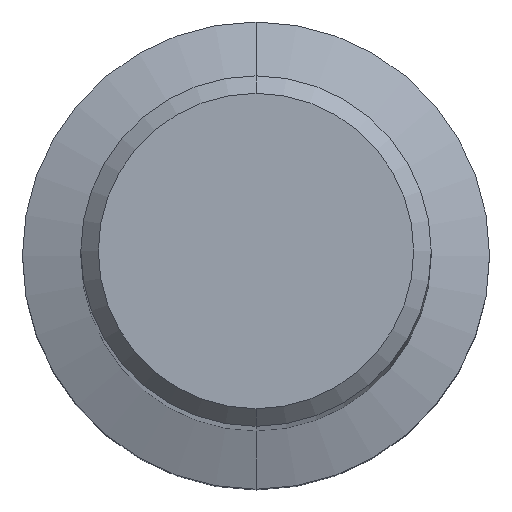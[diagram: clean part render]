
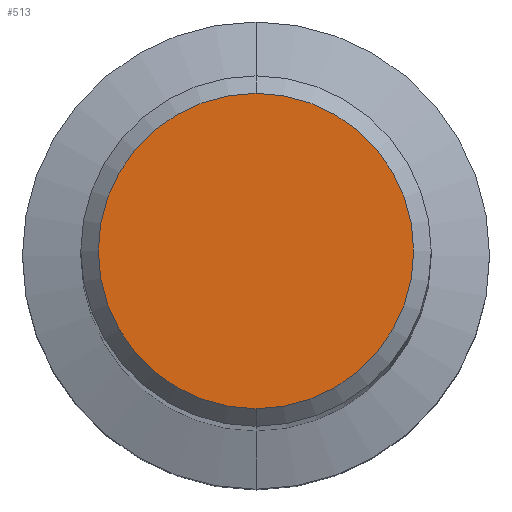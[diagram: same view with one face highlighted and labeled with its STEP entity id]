
A CAD part, top view. The second image highlights one B-rep face of the part: STEP entity #513.
In plain terms, the highlighted planar face has unit normal (0, 0, 1).
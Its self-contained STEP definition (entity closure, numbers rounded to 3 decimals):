
#247=EDGE_CURVE('',#399,#293,#607,.T.);
#293=VERTEX_POINT('',#658);
#399=VERTEX_POINT('',#780);
#499=EDGE_CURVE('',#293,#399,#886,.T.);
#513=ADVANCED_FACE('',(#902),#903,.T.);
#607=CIRCLE('',#1063,5.4);
#658=CARTESIAN_POINT('',(0.,-5.4,0.0));
#780=CARTESIAN_POINT('',(0.0,5.4,0.0));
#886=CIRCLE('',#1642,5.4);
#902=FACE_OUTER_BOUND('',#1662,.T.);
#903=PLANE('',#1663);
#1063=AXIS2_PLACEMENT_3D('',#1748,#1749,#1750);
#1642=AXIS2_PLACEMENT_3D('',#2053,#2054,#2055);
#1662=EDGE_LOOP('',(#2093,#2094));
#1663=AXIS2_PLACEMENT_3D('',#2095,#2096,#2097);
#1748=CARTESIAN_POINT('',(0.0,0.0,0.0));
#1749=DIRECTION('',(0.0,0.0,-1.0));
#1750=DIRECTION('',(0.0,1.0,0.0));
#2053=CARTESIAN_POINT('',(0.0,0.0,0.0));
#2054=DIRECTION('',(0.0,0.0,-1.0));
#2055=DIRECTION('',(0.0,1.0,0.0));
#2093=ORIENTED_EDGE('',*,*,#247,.F.);
#2094=ORIENTED_EDGE('',*,*,#499,.F.);
#2095=CARTESIAN_POINT('',(0.0,2.7,0.0));
#2096=DIRECTION('',(-0.0,0.0,1.0));
#2097=DIRECTION('',(0.0,-1.0,0.0));
